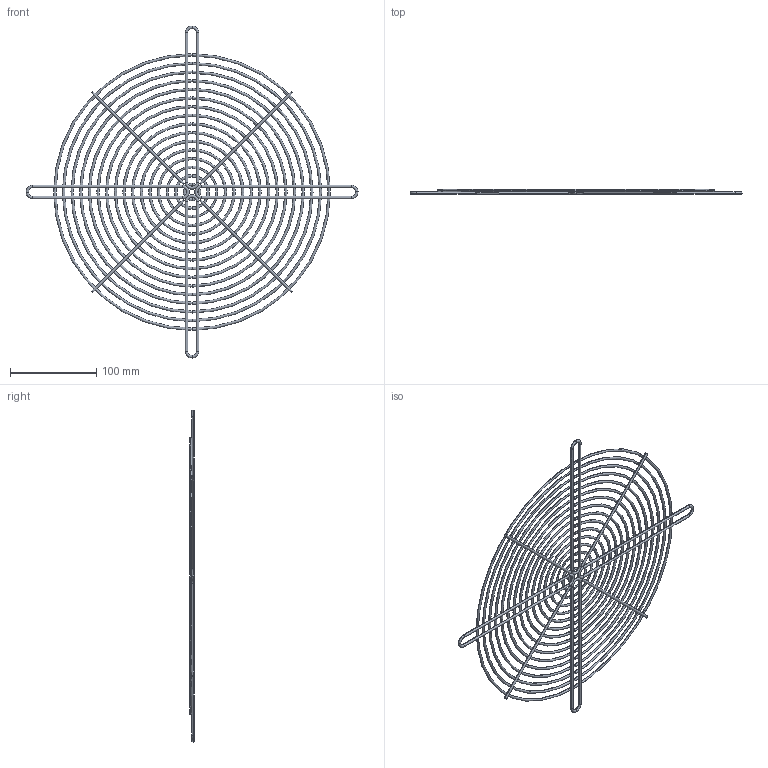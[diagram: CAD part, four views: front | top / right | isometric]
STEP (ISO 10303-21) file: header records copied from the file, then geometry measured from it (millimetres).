
FILE_DESCRIPTION (( 'STEP AP203' ), '1' );
FILE_NAME ('5RE9032_CCr 31.STEP', '2022-02-21T11:19:51', ( '' ), ( '' ), 'SwSTEP 2.0', 'SolidWorks 2018', '' );
FILE_SCHEMA (( 'CONFIG_CONTROL_DESIGN' ));
Length unit declared in the file: millimetre
Products named in the file (1): 5RE9032_CCr 31
Bounding box: 384 x 5.69 x 384 mm (x, y, z)
Volume: 63318.6 mm3; surface area: 91580.3 mm2
Topology: 1 solids, 1 shells, 120 faces, 624 edges, 504 vertices
Faces by surface type: torus 88, cylinder 24, plane 8
Entity records: 10081 total; most frequent: CARTESIAN_POINT 4709, ORIENTED_EDGE 1248, DIRECTION 698, EDGE_CURVE 624, VERTEX_POINT 504, EDGE_LOOP 496, B_SPLINE_CURVE_WITH_KNOTS 384, FACE_BOUND 376
